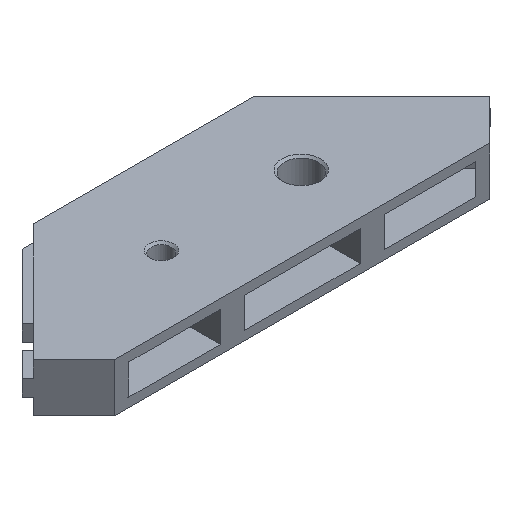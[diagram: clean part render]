
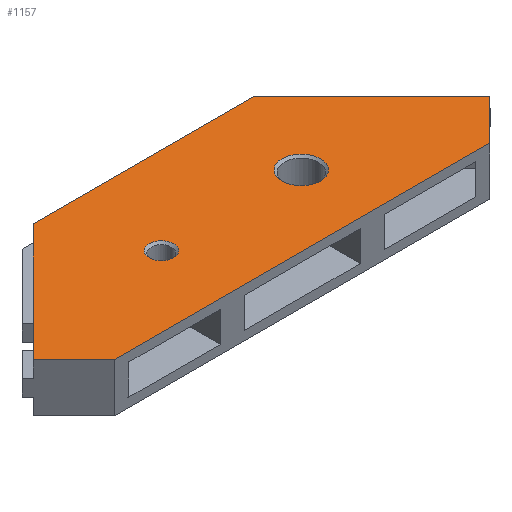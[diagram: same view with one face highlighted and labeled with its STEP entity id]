
A CAD part, isometric view. The second image highlights one B-rep face of the part: STEP entity #1157.
In plain terms, the highlighted planar face has unit normal (0, 0, 1).
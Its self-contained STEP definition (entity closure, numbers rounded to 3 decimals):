
#35=FACE_BOUND($,#193,.T.);
#36=FACE_BOUND($,#194,.T.);
#37=FACE_BOUND($,#195,.T.);
#61=CIRCLE($,#1239,6.053);
#62=CIRCLE($,#1241,9.5);
#193=EDGE_LOOP($,(#999));
#194=EDGE_LOOP($,(#1000,#1001,#1002,#1003,#1004,#1005));
#195=EDGE_LOOP($,(#1006));
#295=LINE($,#1756,#431);
#317=LINE($,#1804,#453);
#335=LINE($,#1861,#471);
#336=LINE($,#1863,#472);
#337=LINE($,#1864,#473);
#338=LINE($,#1865,#474);
#431=VECTOR($,#1429,82.024);
#453=VECTOR($,#1465,82.024);
#471=VECTOR($,#1531,28.284);
#472=VECTOR($,#1532,185.);
#473=VECTOR($,#1533,28.284);
#474=VECTOR($,#1534,109.);
#548=VERTEX_POINT($,#1753);
#549=VERTEX_POINT($,#1755);
#567=VERTEX_POINT($,#1801);
#568=VERTEX_POINT($,#1803);
#581=VERTEX_POINT($,#1855);
#582=VERTEX_POINT($,#1858);
#583=VERTEX_POINT($,#1860);
#584=VERTEX_POINT($,#1862);
#686=EDGE_CURVE($,#548,#549,#295,.T.);
#709=EDGE_CURVE($,#567,#568,#317,.T.);
#733=EDGE_CURVE($,#581,#581,#61,.T.);
#734=EDGE_CURVE($,#582,#582,#62,.T.);
#735=EDGE_CURVE($,#583,#567,#335,.T.);
#736=EDGE_CURVE($,#584,#583,#336,.T.);
#737=EDGE_CURVE($,#549,#584,#337,.T.);
#738=EDGE_CURVE($,#568,#548,#338,.T.);
#999=ORIENTED_EDGE($,*,*,#734,.F.);
#1000=ORIENTED_EDGE($,*,*,#735,.F.);
#1001=ORIENTED_EDGE($,*,*,#736,.F.);
#1002=ORIENTED_EDGE($,*,*,#737,.F.);
#1003=ORIENTED_EDGE($,*,*,#686,.F.);
#1004=ORIENTED_EDGE($,*,*,#738,.F.);
#1005=ORIENTED_EDGE($,*,*,#709,.F.);
#1006=ORIENTED_EDGE($,*,*,#733,.F.);
#1097=PLANE($,#1240);
#1157=ADVANCED_FACE($,(#35,#36,#37),#1097,.T.);
#1239=AXIS2_PLACEMENT_3D($,#1856,#1525,#1526);
#1240=AXIS2_PLACEMENT_3D($,#1857,#1527,#1528);
#1241=AXIS2_PLACEMENT_3D($,#1859,#1529,#1530);
#1429=DIRECTION($,(0.707,-0.707,0.));
#1465=DIRECTION($,(0.707,0.707,0.));
#1525=DIRECTION('center_axis',(0.,0.,1.));
#1526=DIRECTION('ref_axis',(-1.,0.,0.));
#1527=DIRECTION('center_axis',(0.,0.,1.));
#1528=DIRECTION('ref_axis',(1.,0.,0.));
#1529=DIRECTION('center_axis',(0.,0.,1.));
#1530=DIRECTION('ref_axis',(-1.,0.,0.));
#1531=DIRECTION($,(-0.707,0.707,0.));
#1532=DIRECTION($,(-1.,0.,0.));
#1533=DIRECTION($,(-0.707,-0.707,0.));
#1534=DIRECTION($,(1.,0.,0.));
#1753=CARTESIAN_POINT('',(152.459,8.482,24.));
#1755=CARTESIAN_POINT('',(210.459,-49.518,24.));
#1756=CARTESIAN_POINT($,(210.459,-49.518,24.));
#1801=CARTESIAN_POINT('',(-14.541,-49.518,24.));
#1803=CARTESIAN_POINT('',(43.459,8.482,24.));
#1804=CARTESIAN_POINT($,(43.459,8.482,24.));
#1855=CARTESIAN_POINT('',(69.512,-34.518,24.));
#1856=CARTESIAN_POINT('Origin',(63.459,-34.518,24.));
#1857=CARTESIAN_POINT('Origin',(97.959,-36.277,24.));
#1858=CARTESIAN_POINT('',(141.959,-34.518,24.));
#1859=CARTESIAN_POINT('Origin',(132.459,-34.518,24.));
#1860=CARTESIAN_POINT('',(5.459,-69.518,24.));
#1861=CARTESIAN_POINT($,(-14.541,-49.518,24.));
#1862=CARTESIAN_POINT('',(190.459,-69.518,24.));
#1863=CARTESIAN_POINT($,(5.459,-69.518,24.));
#1864=CARTESIAN_POINT($,(190.459,-69.518,24.));
#1865=CARTESIAN_POINT($,(152.459,8.482,24.));
